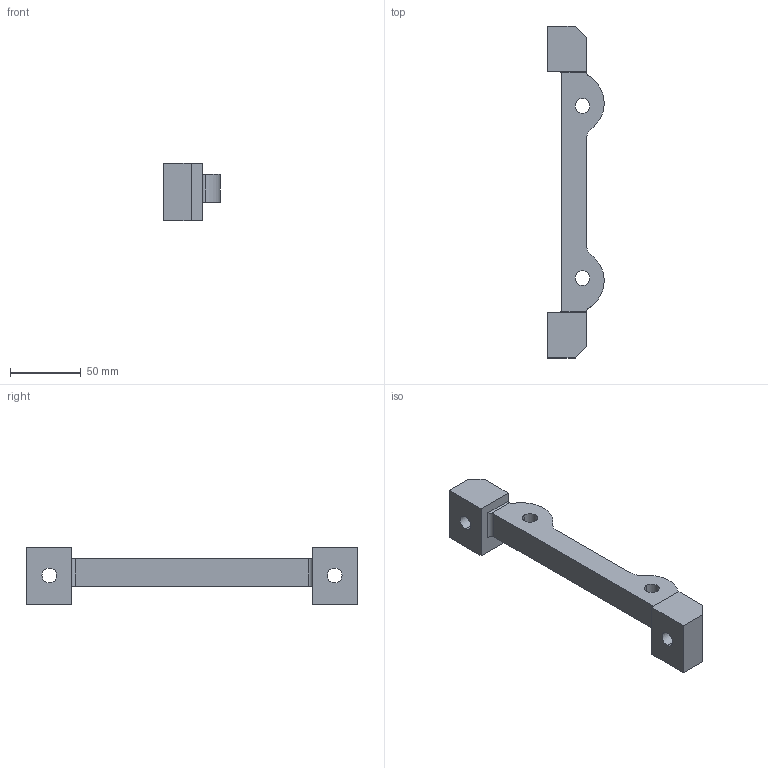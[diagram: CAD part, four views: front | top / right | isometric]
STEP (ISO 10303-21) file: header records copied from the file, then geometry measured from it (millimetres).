
FILE_DESCRIPTION (( 'STEP AP214' ), '1' );
FILE_NAME ('Cale brembo V4 8mm.STEP', '2021-06-10T20:02:00', ( '' ), ( '' ), 'SwSTEP 2.0', 'SolidWorks 2019', '' );
FILE_SCHEMA (( 'AUTOMOTIVE_DESIGN' ));
Length unit declared in the file: millimetre
Products named in the file (1): Cale brembo V4 8mm
Bounding box: 39.84 x 235 x 40.8 mm (x, y, z)
Volume: 133869.7 mm3; surface area: 28813.6 mm2
Topology: 1 solids, 1 shells, 38 faces, 108 edges, 72 vertices
Faces by surface type: cylinder 20, plane 18
Entity records: 1350 total; most frequent: CARTESIAN_POINT 287, ORIENTED_EDGE 216, DIRECTION 214, EDGE_CURVE 108, AXIS2_PLACEMENT_3D 75, VERTEX_POINT 72, LINE 64, VECTOR 64
